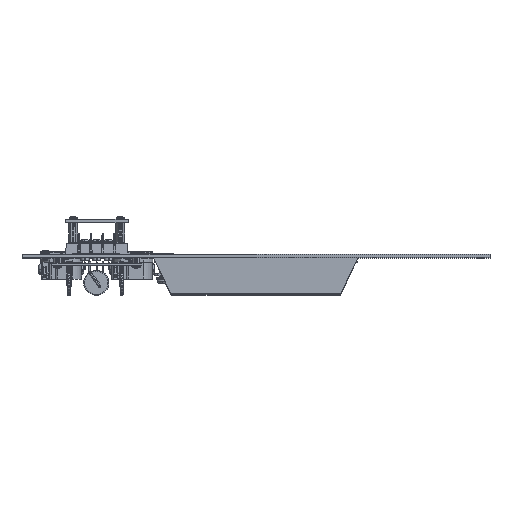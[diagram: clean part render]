
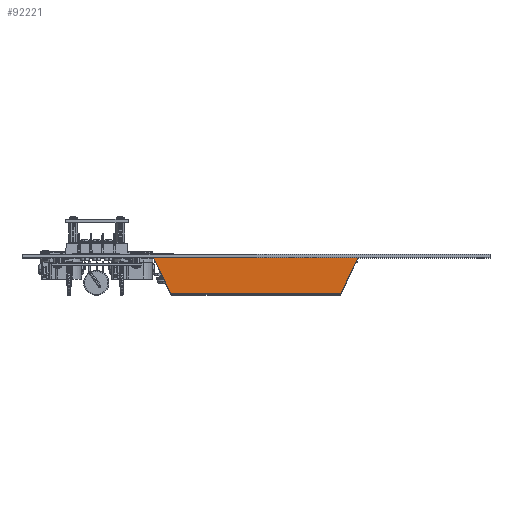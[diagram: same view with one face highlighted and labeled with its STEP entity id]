
A CAD part, top view. The second image highlights one B-rep face of the part: STEP entity #92221.
In plain terms, the highlighted planar face has unit normal (0, 0, 1).
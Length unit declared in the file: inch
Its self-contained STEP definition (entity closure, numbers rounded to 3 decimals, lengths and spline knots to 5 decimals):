
#3580 = ORIENTED_EDGE ( 'NONE', *, *, #10567, .T. ) ;
#3581 = ORIENTED_EDGE ( 'NONE', *, *, #10776, .T. ) ;
#3582 = ORIENTED_EDGE ( 'NONE', *, *, #10599, .T. ) ;
#3583 = ORIENTED_EDGE ( 'NONE', *, *, #10771, .T. ) ;
#10567 = EDGE_CURVE ( 'NONE', #31110, #13494, #27241, .T. ) ;
#10599 = EDGE_CURVE ( 'NONE', #13499, #13511, #27372, .T. ) ;
#10771 = EDGE_CURVE ( 'NONE', #13511, #31110, #27892, .T. ) ;
#10776 = EDGE_CURVE ( 'NONE', #13494, #13499, #27925, .T. ) ;
#13494 = VERTEX_POINT ( 'NONE', #75531 ) ;
#13499 = VERTEX_POINT ( 'NONE', #75534 ) ;
#13511 = VERTEX_POINT ( 'NONE', #75544 ) ;
#21495 = CARTESIAN_POINT ( 'NONE',  ( 2.6875, 1.185, 1.194 ) ) ;
#21504 = DIRECTION ( 'NONE',  ( -0.429, 0.903, 0. ) ) ;
#21530 = DIRECTION ( 'NONE',  ( -0.429, -0.903, 0. ) ) ;
#21543 = CARTESIAN_POINT ( 'NONE',  ( -2.6875, 1.185, 1.194 ) ) ;
#25727 = AXIS2_PLACEMENT_3D ( 'NONE', #42822, #42826, #42827 ) ;
#27241 = LINE ( 'NONE', #21495, #27247 ) ;
#27247 = VECTOR ( 'NONE', #21504, 39.37008 ) ;
#27372 = LINE ( 'NONE', #21543, #27381 ) ;
#27381 = VECTOR ( 'NONE', #21530, 39.37008 ) ;
#27892 = LINE ( 'NONE', #77314, #27906 ) ;
#27906 = VECTOR ( 'NONE', #77241, 39.37008 ) ;
#27925 = LINE ( 'NONE', #77192, #27935 ) ;
#27935 = VECTOR ( 'NONE', #77213, 39.37008 ) ;
#31110 = VERTEX_POINT ( 'NONE', #40872 ) ;
#40872 = CARTESIAN_POINT ( 'NONE',  ( 3.25, 0., 1.194 ) ) ;
#42598 = FACE_OUTER_BOUND ( 'NONE', #86631, .T. ) ;
#42822 = CARTESIAN_POINT ( 'NONE',  ( 3.25, 0., 1.194 ) ) ;
#42824 = PLANE ( 'NONE',  #25727 ) ;
#42826 = DIRECTION ( 'NONE',  ( 0., 0., 1. ) ) ;
#42827 = DIRECTION ( 'NONE',  ( 1., 0., 0. ) ) ;
#75531 = CARTESIAN_POINT ( 'NONE',  ( 2.70174, 1.155, 1.194 ) ) ;
#75534 = CARTESIAN_POINT ( 'NONE',  ( -2.70174, 1.155, 1.194 ) ) ;
#75544 = CARTESIAN_POINT ( 'NONE',  ( -3.25, 0., 1.194 ) ) ;
#77192 = CARTESIAN_POINT ( 'NONE',  ( -2.6875, 1.155, 1.194 ) ) ;
#77213 = DIRECTION ( 'NONE',  ( -1., 0., 0. ) ) ;
#77241 = DIRECTION ( 'NONE',  ( 1., 0., 0. ) ) ;
#77314 = CARTESIAN_POINT ( 'NONE',  ( -3.25, 0., 1.194 ) ) ;
#86631 = EDGE_LOOP ( 'NONE', ( #3580, #3581, #3582, #3583 ) ) ;
#92221 = ADVANCED_FACE ( 'NONE', ( #42598 ), #42824, .T. ) ;
